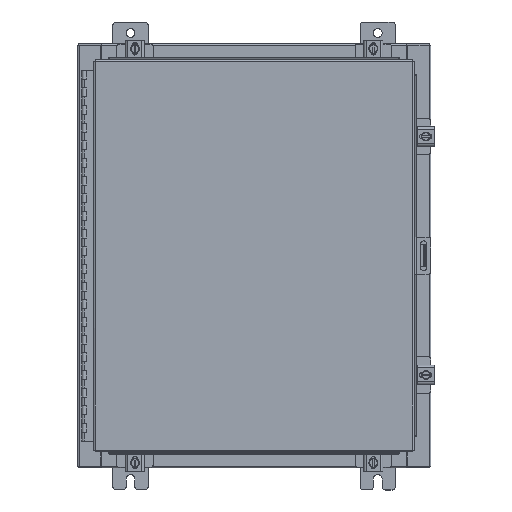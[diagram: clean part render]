
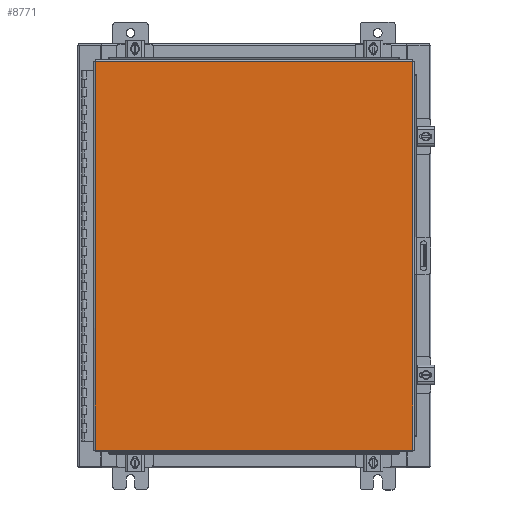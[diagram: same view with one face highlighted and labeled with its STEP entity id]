
A CAD part, top view. The second image highlights one B-rep face of the part: STEP entity #8771.
In plain terms, the highlighted planar face has unit normal (0, 0, 1).
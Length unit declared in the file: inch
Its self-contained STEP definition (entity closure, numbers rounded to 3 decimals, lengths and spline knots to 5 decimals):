
#840 = LINE ( 'NONE', #3524, #9980 ) ;
#2586 = VECTOR ( 'NONE', #30498, 39.37008 ) ;
#2624 = CARTESIAN_POINT ( 'NONE',  ( -8.9903, -11.0063, 0. ) ) ;
#2990 = ORIENTED_EDGE ( 'NONE', *, *, #12119, .T. ) ;
#3524 = CARTESIAN_POINT ( 'NONE',  ( -8.9903, 11.0063, 0. ) ) ;
#5821 = EDGE_CURVE ( 'NONE', #7739, #10395, #16469, .T. ) ;
#6028 = CARTESIAN_POINT ( 'NONE',  ( -8.9903, -11.0063, 0. ) ) ;
#6697 = CARTESIAN_POINT ( 'NONE',  ( 8.9903, -11.0063, 0. ) ) ;
#7739 = VERTEX_POINT ( 'NONE', #2624 ) ;
#8609 = FACE_OUTER_BOUND ( 'NONE', #27685, .T. ) ;
#8771 = ADVANCED_FACE ( 'NONE', ( #8609 ), #21337, .F. ) ;
#9128 = EDGE_CURVE ( 'NONE', #32028, #20596, #26047, .T. ) ;
#9229 = LINE ( 'NONE', #11782, #14360 ) ;
#9429 = ORIENTED_EDGE ( 'NONE', *, *, #5821, .T. ) ;
#9980 = VECTOR ( 'NONE', #18996, 39.37008 ) ;
#10193 = AXIS2_PLACEMENT_3D ( 'NONE', #16493, #20428, #20960 ) ;
#10395 = VERTEX_POINT ( 'NONE', #6697 ) ;
#10651 = CARTESIAN_POINT ( 'NONE',  ( -8.9903, 11.0063, 0. ) ) ;
#11782 = CARTESIAN_POINT ( 'NONE',  ( 8.9903, -11.0063, 0. ) ) ;
#12119 = EDGE_CURVE ( 'NONE', #20596, #7739, #840, .T. ) ;
#12433 = DIRECTION ( 'NONE',  ( 0., 1., 0. ) ) ;
#13429 = CARTESIAN_POINT ( 'NONE',  ( 8.9903, 11.0063, 0. ) ) ;
#13641 = DIRECTION ( 'NONE',  ( -1., 0., 0. ) ) ;
#14058 = EDGE_CURVE ( 'NONE', #10395, #32028, #9229, .T. ) ;
#14360 = VECTOR ( 'NONE', #12433, 39.37008 ) ;
#16469 = LINE ( 'NONE', #6028, #2586 ) ;
#16493 = CARTESIAN_POINT ( 'NONE',  ( 0., 0., 0. ) ) ;
#18996 = DIRECTION ( 'NONE',  ( 0., -1., 0. ) ) ;
#20225 = ORIENTED_EDGE ( 'NONE', *, *, #14058, .T. ) ;
#20428 = DIRECTION ( 'NONE',  ( 0., 0., -1. ) ) ;
#20596 = VERTEX_POINT ( 'NONE', #10651 ) ;
#20960 = DIRECTION ( 'NONE',  ( -1., 0., 0. ) ) ;
#21337 = PLANE ( 'NONE',  #10193 ) ;
#23664 = CARTESIAN_POINT ( 'NONE',  ( 8.9903, 11.0063, 0. ) ) ;
#25242 = ORIENTED_EDGE ( 'NONE', *, *, #9128, .T. ) ;
#26047 = LINE ( 'NONE', #13429, #32841 ) ;
#27685 = EDGE_LOOP ( 'NONE', ( #9429, #20225, #25242, #2990 ) ) ;
#30498 = DIRECTION ( 'NONE',  ( 1., 0., 0. ) ) ;
#32028 = VERTEX_POINT ( 'NONE', #23664 ) ;
#32841 = VECTOR ( 'NONE', #13641, 39.37008 ) ;
